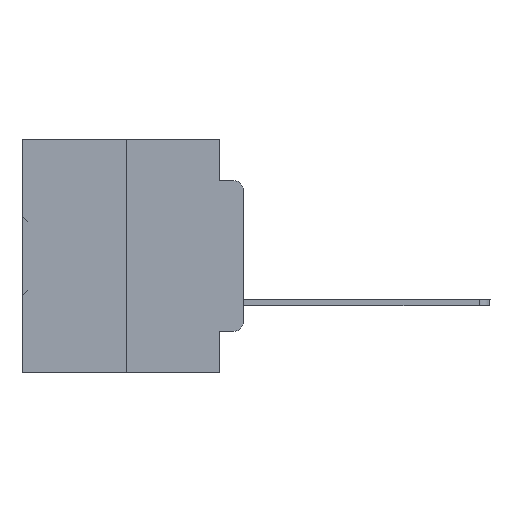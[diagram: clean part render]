
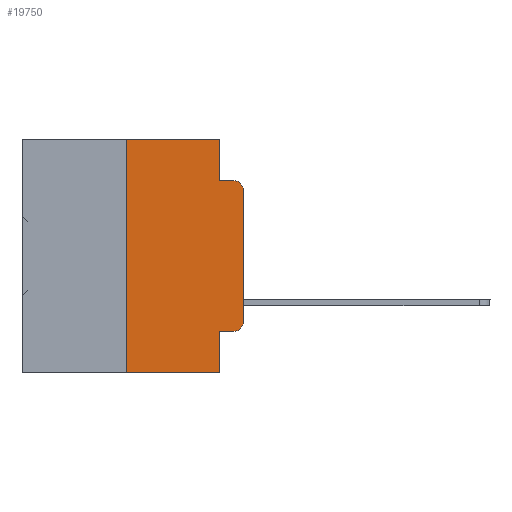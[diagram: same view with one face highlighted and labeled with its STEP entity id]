
A CAD part, left-side view. The second image highlights one B-rep face of the part: STEP entity #19750.
In plain terms, the highlighted planar face has unit normal (-1, 0, 0).
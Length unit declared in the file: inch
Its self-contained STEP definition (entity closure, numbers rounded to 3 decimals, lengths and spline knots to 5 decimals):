
#21 = ORIENTED_EDGE ( 'NONE', *, *, #20950, .T. ) ;
#614 = DIRECTION ( 'NONE',  ( 1., 0., 0. ) ) ;
#1370 = EDGE_CURVE ( 'NONE', #29845, #12411, #29166, .T. ) ;
#1606 = ORIENTED_EDGE ( 'NONE', *, *, #4995, .T. ) ;
#1840 = CARTESIAN_POINT ( 'NONE',  ( 0., 0.051, -0.4115 ) ) ;
#2454 = AXIS2_PLACEMENT_3D ( 'NONE', #34395, #2518, #25765 ) ;
#2518 = DIRECTION ( 'NONE',  ( -1., 0., 0. ) ) ;
#2808 = VECTOR ( 'NONE', #34825, 39.37008 ) ;
#2999 = AXIS2_PLACEMENT_3D ( 'NONE', #7441, #614, #27766 ) ;
#3105 = VECTOR ( 'NONE', #15242, 39.37008 ) ;
#3320 = CARTESIAN_POINT ( 'NONE',  ( 0., 0.473, 0. ) ) ;
#4834 = EDGE_CURVE ( 'NONE', #7534, #21040, #6258, .T. ) ;
#4995 = EDGE_CURVE ( 'NONE', #29122, #14200, #33987, .T. ) ;
#5129 = DIRECTION ( 'NONE',  ( 0., -1., 0. ) ) ;
#5348 = DIRECTION ( 'NONE',  ( 0., -1., 0. ) ) ;
#6258 = LINE ( 'NONE', #3320, #3105 ) ;
#7441 = CARTESIAN_POINT ( 'NONE',  ( 0., 0.473, 0. ) ) ;
#7534 = VERTEX_POINT ( 'NONE', #24861 ) ;
#7647 = CARTESIAN_POINT ( 'NONE',  ( 0., 0.25, 0. ) ) ;
#7674 = CARTESIAN_POINT ( 'NONE',  ( 0., 0.051, -0.0885 ) ) ;
#10130 = CARTESIAN_POINT ( 'NONE',  ( 0., 0., -0.3915 ) ) ;
#10869 = VERTEX_POINT ( 'NONE', #30503 ) ;
#10909 = VECTOR ( 'NONE', #26736, 39.37008 ) ;
#10985 = CARTESIAN_POINT ( 'NONE',  ( 0., 0.473, -0.5 ) ) ;
#11218 = CIRCLE ( 'NONE', #2454, 0.02 ) ;
#11733 = EDGE_CURVE ( 'NONE', #15142, #23843, #24147, .T. ) ;
#11911 = DIRECTION ( 'NONE',  ( -1., 0., 0. ) ) ;
#12411 = VERTEX_POINT ( 'NONE', #16545 ) ;
#13104 = CARTESIAN_POINT ( 'NONE',  ( 0., 0.051, -0.5 ) ) ;
#13173 = VECTOR ( 'NONE', #5348, 39.37008 ) ;
#14200 = VERTEX_POINT ( 'NONE', #23411 ) ;
#14334 = EDGE_CURVE ( 'NONE', #21040, #29845, #17936, .T. ) ;
#14350 = LINE ( 'NONE', #1840, #13173 ) ;
#14459 = CARTESIAN_POINT ( 'NONE',  ( 0., 0.02, -0.4115 ) ) ;
#14715 = AXIS2_PLACEMENT_3D ( 'NONE', #35175, #11911, #23818 ) ;
#15019 = EDGE_CURVE ( 'NONE', #10869, #23843, #36640, .T. ) ;
#15142 = VERTEX_POINT ( 'NONE', #32063 ) ;
#15242 = DIRECTION ( 'NONE',  ( 0., -1., 0. ) ) ;
#16202 = CARTESIAN_POINT ( 'NONE',  ( 0., 0., 0. ) ) ;
#16545 = CARTESIAN_POINT ( 'NONE',  ( 0., 0.02, -0.0885 ) ) ;
#17936 = LINE ( 'NONE', #18137, #10909 ) ;
#17963 = ORIENTED_EDGE ( 'NONE', *, *, #4834, .F. ) ;
#18137 = CARTESIAN_POINT ( 'NONE',  ( 0., 0.051, 0. ) ) ;
#18262 = CARTESIAN_POINT ( 'NONE',  ( 0., 0.051, -0.0885 ) ) ;
#18884 = EDGE_LOOP ( 'NONE', ( #1606, #21, #25023, #22554, #17963, #22008, #33503, #34608, #33679, #19316 ) ) ;
#19316 = ORIENTED_EDGE ( 'NONE', *, *, #24199, .T. ) ;
#19750 = ADVANCED_FACE ( 'NONE', ( #36958 ), #36767, .F. ) ;
#19759 = VECTOR ( 'NONE', #21802, 39.37008 ) ;
#20045 = VERTEX_POINT ( 'NONE', #14459 ) ;
#20521 = VECTOR ( 'NONE', #28314, 39.37008 ) ;
#20950 = EDGE_CURVE ( 'NONE', #14200, #12411, #11218, .T. ) ;
#21040 = VERTEX_POINT ( 'NONE', #31623 ) ;
#21766 = DIRECTION ( 'NONE',  ( 0., 0., 1. ) ) ;
#21802 = DIRECTION ( 'NONE',  ( 0., 0., -1. ) ) ;
#22008 = ORIENTED_EDGE ( 'NONE', *, *, #30030, .F. ) ;
#22554 = ORIENTED_EDGE ( 'NONE', *, *, #14334, .F. ) ;
#23411 = CARTESIAN_POINT ( 'NONE',  ( 0., 0., -0.1085 ) ) ;
#23818 = DIRECTION ( 'NONE',  ( 0., 0., -1. ) ) ;
#23843 = VERTEX_POINT ( 'NONE', #13104 ) ;
#24147 = LINE ( 'NONE', #30402, #19759 ) ;
#24199 = EDGE_CURVE ( 'NONE', #20045, #29122, #27821, .T. ) ;
#24861 = CARTESIAN_POINT ( 'NONE',  ( 0., 0.25, 0. ) ) ;
#25023 = ORIENTED_EDGE ( 'NONE', *, *, #1370, .F. ) ;
#25765 = DIRECTION ( 'NONE',  ( 0., 0., -1. ) ) ;
#26736 = DIRECTION ( 'NONE',  ( 0., 0., -1. ) ) ;
#27766 = DIRECTION ( 'NONE',  ( 0., 0., -1. ) ) ;
#27821 = CIRCLE ( 'NONE', #14715, 0.02 ) ;
#28314 = DIRECTION ( 'NONE',  ( 0., 0., 1. ) ) ;
#28747 = LINE ( 'NONE', #7647, #33716 ) ;
#29122 = VERTEX_POINT ( 'NONE', #10130 ) ;
#29166 = LINE ( 'NONE', #7674, #35949 ) ;
#29845 = VERTEX_POINT ( 'NONE', #18262 ) ;
#30030 = EDGE_CURVE ( 'NONE', #10869, #7534, #28747, .T. ) ;
#30402 = CARTESIAN_POINT ( 'NONE',  ( 0., 0.051, 0. ) ) ;
#30503 = CARTESIAN_POINT ( 'NONE',  ( 0., 0.25, -0.5 ) ) ;
#31623 = CARTESIAN_POINT ( 'NONE',  ( 0., 0.051, 0. ) ) ;
#32063 = CARTESIAN_POINT ( 'NONE',  ( 0., 0.051, -0.4115 ) ) ;
#32680 = EDGE_CURVE ( 'NONE', #15142, #20045, #14350, .T. ) ;
#33503 = ORIENTED_EDGE ( 'NONE', *, *, #15019, .T. ) ;
#33679 = ORIENTED_EDGE ( 'NONE', *, *, #32680, .T. ) ;
#33716 = VECTOR ( 'NONE', #21766, 39.37008 ) ;
#33987 = LINE ( 'NONE', #16202, #20521 ) ;
#34395 = CARTESIAN_POINT ( 'NONE',  ( 0., 0.02, -0.1085 ) ) ;
#34608 = ORIENTED_EDGE ( 'NONE', *, *, #11733, .F. ) ;
#34825 = DIRECTION ( 'NONE',  ( 0., -1., 0. ) ) ;
#35175 = CARTESIAN_POINT ( 'NONE',  ( 0., 0.02, -0.3915 ) ) ;
#35949 = VECTOR ( 'NONE', #5129, 39.37008 ) ;
#36640 = LINE ( 'NONE', #10985, #2808 ) ;
#36767 = PLANE ( 'NONE',  #2999 ) ;
#36958 = FACE_OUTER_BOUND ( 'NONE', #18884, .T. ) ;
